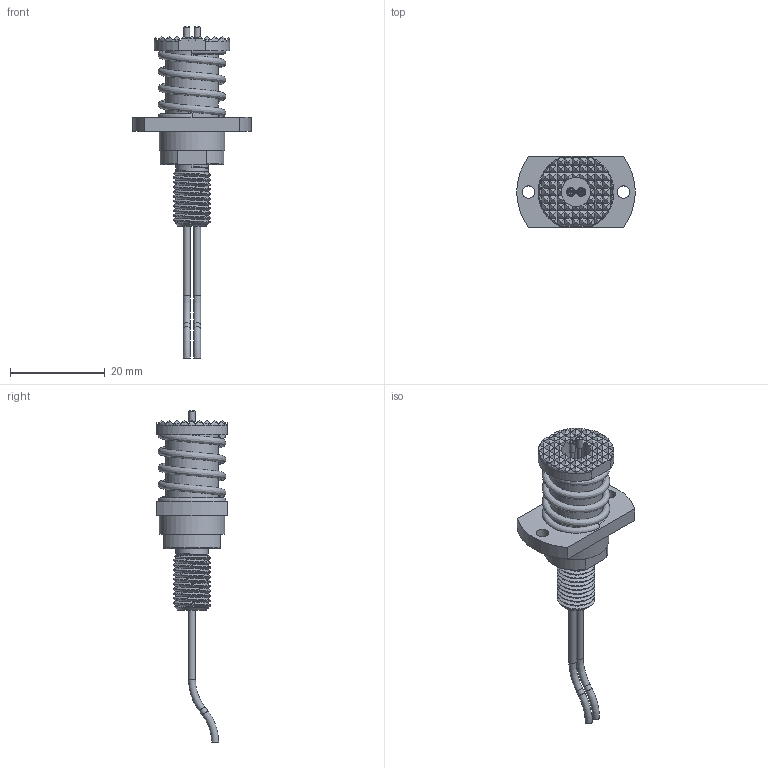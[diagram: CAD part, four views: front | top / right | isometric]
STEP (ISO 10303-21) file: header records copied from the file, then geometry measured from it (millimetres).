
FILE_DESCRIPTION (( 'STEP AP214' ), '1' );
FILE_NAME ('MOD-1116866-HC16E06080G.STEP', '2023-12-11T07:34:25', ( 'FEINMETALL GmbH ' ), ( 'FEINMETALL GmbH ' ), 'SwSTEP 2.0', 'SolidWorks 2020', '' );
FILE_SCHEMA (( 'AUTOMOTIVE_DESIGN' ));
Length unit declared in the file: millimetre
Products named in the file (1): MOD-1116866-HC16E06080G
Bounding box: 25 x 15 x 70.03 mm (x, y, z)
Volume: 4580.3 mm3; surface area: 3918.5 mm2
Topology: 1 solids, 1 shells, 720 faces, 1658 edges, 971 vertices
Faces by surface type: plane 596, bspline 59, cylinder 34, torus 20, cone 11
Full cylindrical faces by diameter (mm): 0.75 x2, 0.99 x2, 1.3 x2, 1.372 x2, 1.47 x4, 1.5 x2, 1.7 x2, 1.85 x2, 2.6 x2, 4.5 x1, 6.2 x1, 6.81 x1, 11 x1, 13.8 x1
Entity records: 31716 total; most frequent: CARTESIAN_POINT 9071, ORIENTED_EDGE 3174, DIRECTION 2650, EDGE_CURVE 1587, VECTOR 1120, LINE 1120, VERTEX_POINT 943, EDGE_LOOP 798
